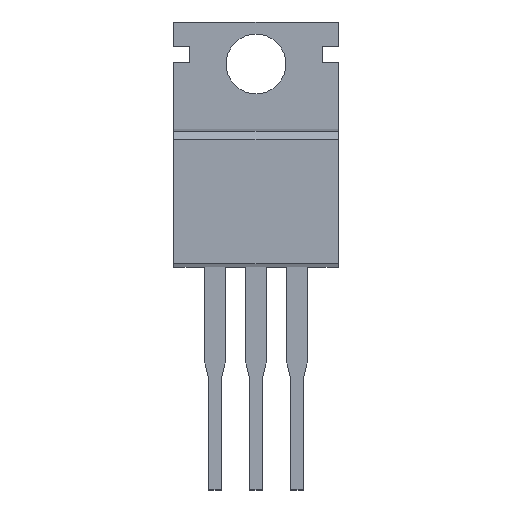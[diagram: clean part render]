
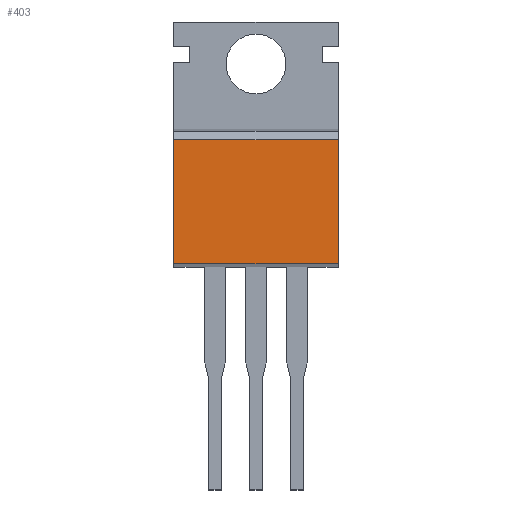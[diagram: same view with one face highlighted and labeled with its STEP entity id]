
A CAD part, top view. The second image highlights one B-rep face of the part: STEP entity #403.
In plain terms, the highlighted planar face has unit normal (0, 0, 1).
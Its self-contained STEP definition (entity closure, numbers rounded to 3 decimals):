
#32 = PLANE('',#33);
#33 = AXIS2_PLACEMENT_3D('',#34,#35,#36);
#34 = CARTESIAN_POINT('',(0.,4.131,2.233
    ));
#35 = DIRECTION('',(-1.,0.,0.));
#36 = DIRECTION('',(0.,-1.,-0.));
#136 = VERTEX_POINT('',#137);
#137 = CARTESIAN_POINT('',(0.,0.,4.5));
#151 = PLANE('',#152);
#152 = AXIS2_PLACEMENT_3D('',#153,#154,#155);
#153 = CARTESIAN_POINT('',(10.2,-0.2,2.5));
#154 = DIRECTION('',(0.,0.995,-0.1));
#155 = DIRECTION('',(0.,0.1,0.995));
#163 = EDGE_CURVE('',#136,#164,#166,.T.);
#164 = VERTEX_POINT('',#165);
#165 = CARTESIAN_POINT('',(0.,7.7,4.5));
#166 = SURFACE_CURVE('',#167,(#171,#178),.PCURVE_S1.);
#167 = LINE('',#168,#169);
#168 = CARTESIAN_POINT('',(0.,0.,4.5));
#169 = VECTOR('',#170,1.);
#170 = DIRECTION('',(0.,1.,0.));
#171 = PCURVE('',#32,#172);
#172 = DEFINITIONAL_REPRESENTATION('',(#173),#177);
#173 = LINE('',#174,#175);
#174 = CARTESIAN_POINT('',(4.131,2.267));
#175 = VECTOR('',#176,1.);
#176 = DIRECTION('',(-1.,0.));
#177 = ( GEOMETRIC_REPRESENTATION_CONTEXT(2) 
PARAMETRIC_REPRESENTATION_CONTEXT() REPRESENTATION_CONTEXT('2D SPACE',''
  ) );
#178 = PCURVE('',#179,#184);
#179 = PLANE('',#180);
#180 = AXIS2_PLACEMENT_3D('',#181,#182,#183);
#181 = CARTESIAN_POINT('',(10.2,0.,4.5));
#182 = DIRECTION('',(0.,0.,-1.));
#183 = DIRECTION('',(0.,1.,0.));
#184 = DEFINITIONAL_REPRESENTATION('',(#185),#189);
#185 = LINE('',#186,#187);
#186 = CARTESIAN_POINT('',(0.,-10.2));
#187 = VECTOR('',#188,1.);
#188 = DIRECTION('',(1.,0.));
#189 = ( GEOMETRIC_REPRESENTATION_CONTEXT(2) 
PARAMETRIC_REPRESENTATION_CONTEXT() REPRESENTATION_CONTEXT('2D SPACE',''
  ) );
#205 = PLANE('',#206);
#206 = AXIS2_PLACEMENT_3D('',#207,#208,#209);
#207 = CARTESIAN_POINT('',(10.2,7.961,4.25));
#208 = DIRECTION('',(0.,0.691,0.723));
#209 = DIRECTION('',(-1.,0.,0.));
#238 = PLANE('',#239);
#239 = AXIS2_PLACEMENT_3D('',#240,#241,#242);
#240 = CARTESIAN_POINT('',(10.2,4.131,2.233));
#241 = DIRECTION('',(-1.,0.,0.));
#242 = DIRECTION('',(0.,-1.,-0.));
#300 = VERTEX_POINT('',#301);
#301 = CARTESIAN_POINT('',(10.2,7.7,4.5));
#324 = EDGE_CURVE('',#300,#164,#325,.T.);
#325 = SURFACE_CURVE('',#326,(#330,#337),.PCURVE_S1.);
#326 = LINE('',#327,#328);
#327 = CARTESIAN_POINT('',(10.2,7.7,4.5));
#328 = VECTOR('',#329,1.);
#329 = DIRECTION('',(-1.,0.,0.));
#330 = PCURVE('',#205,#331);
#331 = DEFINITIONAL_REPRESENTATION('',(#332),#336);
#332 = LINE('',#333,#334);
#333 = CARTESIAN_POINT('',(0.,0.361));
#334 = VECTOR('',#335,1.);
#335 = DIRECTION('',(1.,0.));
#336 = ( GEOMETRIC_REPRESENTATION_CONTEXT(2) 
PARAMETRIC_REPRESENTATION_CONTEXT() REPRESENTATION_CONTEXT('2D SPACE',''
  ) );
#337 = PCURVE('',#179,#338);
#338 = DEFINITIONAL_REPRESENTATION('',(#339),#343);
#339 = LINE('',#340,#341);
#340 = CARTESIAN_POINT('',(7.7,0.));
#341 = VECTOR('',#342,1.);
#342 = DIRECTION('',(0.,-1.));
#343 = ( GEOMETRIC_REPRESENTATION_CONTEXT(2) 
PARAMETRIC_REPRESENTATION_CONTEXT() REPRESENTATION_CONTEXT('2D SPACE',''
  ) );
#403 = ADVANCED_FACE('',(#404),#179,.F.);
#404 = FACE_BOUND('',#405,.F.);
#405 = EDGE_LOOP('',(#406,#429,#450,#451));
#406 = ORIENTED_EDGE('',*,*,#407,.F.);
#407 = EDGE_CURVE('',#408,#300,#410,.T.);
#408 = VERTEX_POINT('',#409);
#409 = CARTESIAN_POINT('',(10.2,0.,4.5));
#410 = SURFACE_CURVE('',#411,(#415,#422),.PCURVE_S1.);
#411 = LINE('',#412,#413);
#412 = CARTESIAN_POINT('',(10.2,0.,4.5));
#413 = VECTOR('',#414,1.);
#414 = DIRECTION('',(0.,1.,0.));
#415 = PCURVE('',#179,#416);
#416 = DEFINITIONAL_REPRESENTATION('',(#417),#421);
#417 = LINE('',#418,#419);
#418 = CARTESIAN_POINT('',(0.,0.));
#419 = VECTOR('',#420,1.);
#420 = DIRECTION('',(1.,0.));
#421 = ( GEOMETRIC_REPRESENTATION_CONTEXT(2) 
PARAMETRIC_REPRESENTATION_CONTEXT() REPRESENTATION_CONTEXT('2D SPACE',''
  ) );
#422 = PCURVE('',#238,#423);
#423 = DEFINITIONAL_REPRESENTATION('',(#424),#428);
#424 = LINE('',#425,#426);
#425 = CARTESIAN_POINT('',(4.131,2.267));
#426 = VECTOR('',#427,1.);
#427 = DIRECTION('',(-1.,0.));
#428 = ( GEOMETRIC_REPRESENTATION_CONTEXT(2) 
PARAMETRIC_REPRESENTATION_CONTEXT() REPRESENTATION_CONTEXT('2D SPACE',''
  ) );
#429 = ORIENTED_EDGE('',*,*,#430,.T.);
#430 = EDGE_CURVE('',#408,#136,#431,.T.);
#431 = SURFACE_CURVE('',#432,(#436,#443),.PCURVE_S1.);
#432 = LINE('',#433,#434);
#433 = CARTESIAN_POINT('',(10.2,0.,4.5));
#434 = VECTOR('',#435,1.);
#435 = DIRECTION('',(-1.,0.,0.));
#436 = PCURVE('',#179,#437);
#437 = DEFINITIONAL_REPRESENTATION('',(#438),#442);
#438 = LINE('',#439,#440);
#439 = CARTESIAN_POINT('',(0.,0.));
#440 = VECTOR('',#441,1.);
#441 = DIRECTION('',(0.,-1.));
#442 = ( GEOMETRIC_REPRESENTATION_CONTEXT(2) 
PARAMETRIC_REPRESENTATION_CONTEXT() REPRESENTATION_CONTEXT('2D SPACE',''
  ) );
#443 = PCURVE('',#151,#444);
#444 = DEFINITIONAL_REPRESENTATION('',(#445),#449);
#445 = LINE('',#446,#447);
#446 = CARTESIAN_POINT('',(2.01,0.));
#447 = VECTOR('',#448,1.);
#448 = DIRECTION('',(0.,-1.));
#449 = ( GEOMETRIC_REPRESENTATION_CONTEXT(2) 
PARAMETRIC_REPRESENTATION_CONTEXT() REPRESENTATION_CONTEXT('2D SPACE',''
  ) );
#450 = ORIENTED_EDGE('',*,*,#163,.T.);
#451 = ORIENTED_EDGE('',*,*,#324,.F.);
